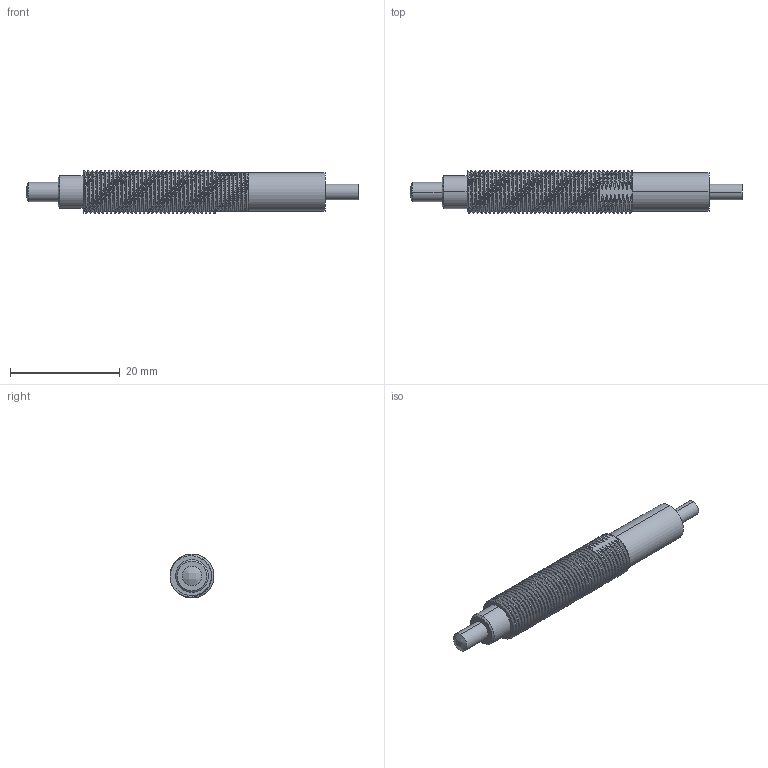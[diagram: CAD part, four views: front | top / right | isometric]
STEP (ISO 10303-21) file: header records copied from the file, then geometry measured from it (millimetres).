
FILE_DESCRIPTION (( 'STEP AP214' ), '1' );
FILE_NAME ('CSK087A-L.STEP', '2018-04-04T14:51:27', ( '' ), ( '' ), 'SwSTEP 2.0', 'SolidWorks 2017', '' );
FILE_SCHEMA (( 'AUTOMOTIVE_DESIGN' ));
Length unit declared in the file: inch
Products named in the file (1): CSK087A-L
Bounding box: 60.37 x 7.99 x 8 mm (x, y, z)
Volume: 2086.9 mm3; surface area: 1760.6 mm2
Topology: 1 solids, 1 shells, 153 faces, 438 edges, 290 vertices
Faces by surface type: cylinder 90, bspline 51, plane 10, cone 2
Entity records: 18719 total; most frequent: CARTESIAN_POINT 15639, ORIENTED_EDGE 876, EDGE_CURVE 438, DIRECTION 358, VERTEX_POINT 290, EDGE_LOOP 156, ADVANCED_FACE 153, FACE_OUTER_BOUND 153
